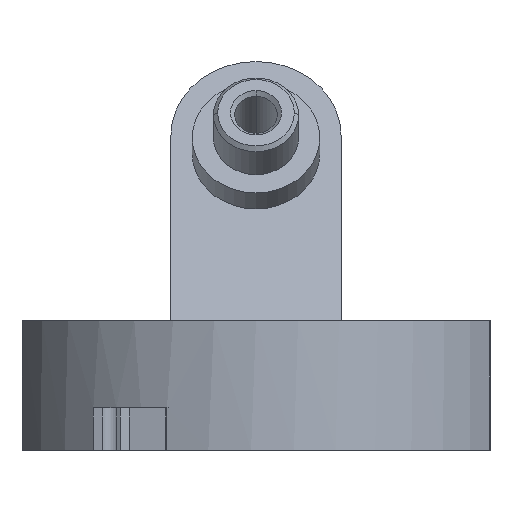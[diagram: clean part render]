
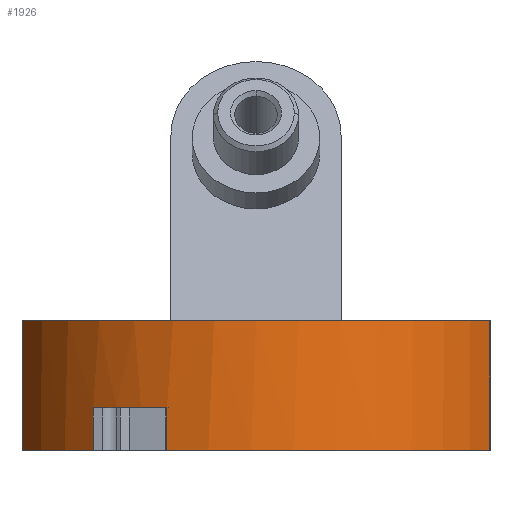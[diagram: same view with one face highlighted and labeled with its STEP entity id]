
A CAD part, left-side view. The second image highlights one B-rep face of the part: STEP entity #1926.
In plain terms, the highlighted cylindrical face has radius 12 mm (diameter 24 mm), a partial arc.
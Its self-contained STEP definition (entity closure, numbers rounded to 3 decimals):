
#567=DIRECTION('',(0.,0.,1.));
#568=VECTOR('',#567,2.);
#569=CARTESIAN_POINT('',(-9.247,7.648,0.));
#570=LINE('',#569,#568);
#571=CARTESIAN_POINT('',(0.,0.,0.));
#572=DIRECTION('',(0.,0.,-1.));
#573=DIRECTION('',(-0.771,0.637,0.));
#574=AXIS2_PLACEMENT_3D('',#571,#572,#573);
#576=DIRECTION('',(0.,0.,1.));
#577=VECTOR('',#576,6.1);
#578=CARTESIAN_POINT('',(-4.796,11.,0.));
#579=LINE('',#578,#577);
#580=CARTESIAN_POINT('',(0.,0.,6.1));
#581=DIRECTION('',(0.,0.,1.));
#582=DIRECTION('',(-0.4,0.917,0.));
#583=AXIS2_PLACEMENT_3D('',#580,#581,#582);
#585=DIRECTION('',(0.,0.,1.));
#586=VECTOR('',#585,6.1);
#587=CARTESIAN_POINT('',(-4.796,-11.,0.));
#588=LINE('',#587,#586);
#589=CARTESIAN_POINT('',(0.,0.,0.));
#590=DIRECTION('',(0.,0.,-1.));
#591=DIRECTION('',(-0.4,-0.917,0.));
#592=AXIS2_PLACEMENT_3D('',#589,#590,#591);
#594=DIRECTION('',(0.,0.,1.));
#595=VECTOR('',#594,2.);
#596=CARTESIAN_POINT('',(-11.247,4.184,0.));
#597=LINE('',#596,#595);
#646=CARTESIAN_POINT('',(0.,0.,2.));
#647=DIRECTION('',(0.,0.,1.));
#648=DIRECTION('',(-0.771,0.637,0.));
#649=AXIS2_PLACEMENT_3D('',#646,#647,#648);
#1029=CARTESIAN_POINT('',(-4.796,11.,0.));
#1031=VERTEX_POINT('',#1029);
#1034=CARTESIAN_POINT('',(-4.796,-11.,0.));
#1036=VERTEX_POINT('',#1034);
#1037=CARTESIAN_POINT('',(-4.796,11.,6.1));
#1039=VERTEX_POINT('',#1037);
#1042=CARTESIAN_POINT('',(-4.796,-11.,6.1));
#1044=VERTEX_POINT('',#1042);
#1045=CARTESIAN_POINT('',(-9.247,7.648,0.));
#1046=CARTESIAN_POINT('',(-9.247,7.648,2.));
#1047=VERTEX_POINT('',#1045);
#1048=VERTEX_POINT('',#1046);
#1049=CARTESIAN_POINT('',(-11.247,4.184,0.));
#1050=CARTESIAN_POINT('',(-11.247,4.184,2.));
#1051=VERTEX_POINT('',#1049);
#1052=VERTEX_POINT('',#1050);
#1906=CARTESIAN_POINT('',(0.,0.,0.));
#1907=DIRECTION('',(0.,0.,1.));
#1908=DIRECTION('',(0.,-1.,0.));
#1909=AXIS2_PLACEMENT_3D('',#1906,#1907,#1908);
#1910=CYLINDRICAL_SURFACE('',#1909,12.);
#1912=ORIENTED_EDGE('',*,*,#1911,.F.);
#1913=ORIENTED_EDGE('',*,*,#1272,.T.);
#1915=ORIENTED_EDGE('',*,*,#1914,.T.);
#1916=ORIENTED_EDGE('',*,*,#1406,.T.);
#1918=ORIENTED_EDGE('',*,*,#1917,.F.);
#1919=ORIENTED_EDGE('',*,*,#1226,.T.);
#1921=ORIENTED_EDGE('',*,*,#1920,.T.);
#1923=ORIENTED_EDGE('',*,*,#1922,.F.);
#1924=EDGE_LOOP('',(#1912,#1913,#1915,#1916,#1918,#1919,#1921,#1923));
#1925=FACE_OUTER_BOUND('',#1924,.F.);
#1926=ADVANCED_FACE('',(#1925),#1910,.T.);
#575=CIRCLE('',#574,12.);
#584=CIRCLE('',#583,12.);
#593=CIRCLE('',#592,12.);
#650=CIRCLE('',#649,12.);
#1226=EDGE_CURVE('',#1036,#1051,#593,.T.);
#1272=EDGE_CURVE('',#1047,#1031,#575,.T.);
#1406=EDGE_CURVE('',#1039,#1044,#584,.T.);
#1911=EDGE_CURVE('',#1047,#1048,#570,.T.);
#1914=EDGE_CURVE('',#1031,#1039,#579,.T.);
#1917=EDGE_CURVE('',#1036,#1044,#588,.T.);
#1920=EDGE_CURVE('',#1051,#1052,#597,.T.);
#1922=EDGE_CURVE('',#1048,#1052,#650,.T.);
